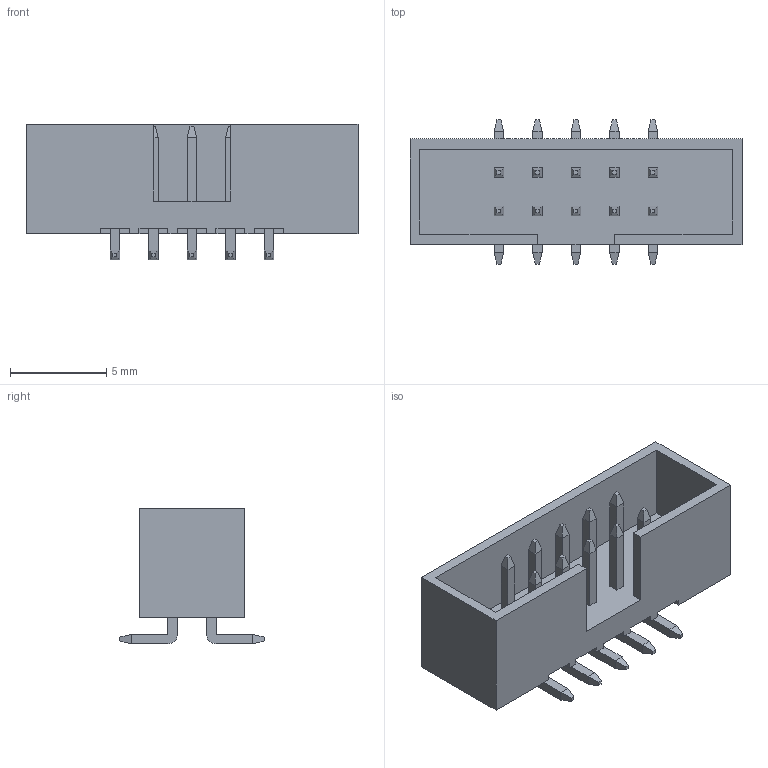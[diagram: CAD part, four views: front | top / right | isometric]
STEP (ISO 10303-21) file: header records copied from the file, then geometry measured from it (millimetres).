
FILE_DESCRIPTION(/* description */ (''),/* implementation_level */ '2;1');
FILE_NAME(/* name */ 'WURTH_62531020621.stp',/* time_stamp */ '2016-05-27T14:06:22+02:00',/* author */ ('riccim'),/* organization */ ('SolidWorks'),/* preprocessor_version */ 'ST-DEVELOPER v15.5',/* originating_system */ 'AutoCAD Mechanical',/* authorisation */ ' ');
FILE_SCHEMA (('AUTOMOTIVE_DESIGN { 1 0 10303 214 3 1 1 }'));
Length unit declared in the file: millimetre
Products named in the file (1): Product
Bounding box: 17.25 x 7.5 x 7.05 mm (x, y, z)
Volume: 253 mm3; surface area: 805.2 mm2
Topology: 11 solids, 11 shells, 284 faces, 706 edges, 444 vertices
Faces by surface type: plane 274, cylinder 10
Entity records: 8239 total; most frequent: CARTESIAN_POINT 1435, ORIENTED_EDGE 1412, DIRECTION 1296, EDGE_CURVE 706, LINE 686, VECTOR 686, VERTEX_POINT 444, AXIS2_PLACEMENT_3D 305
